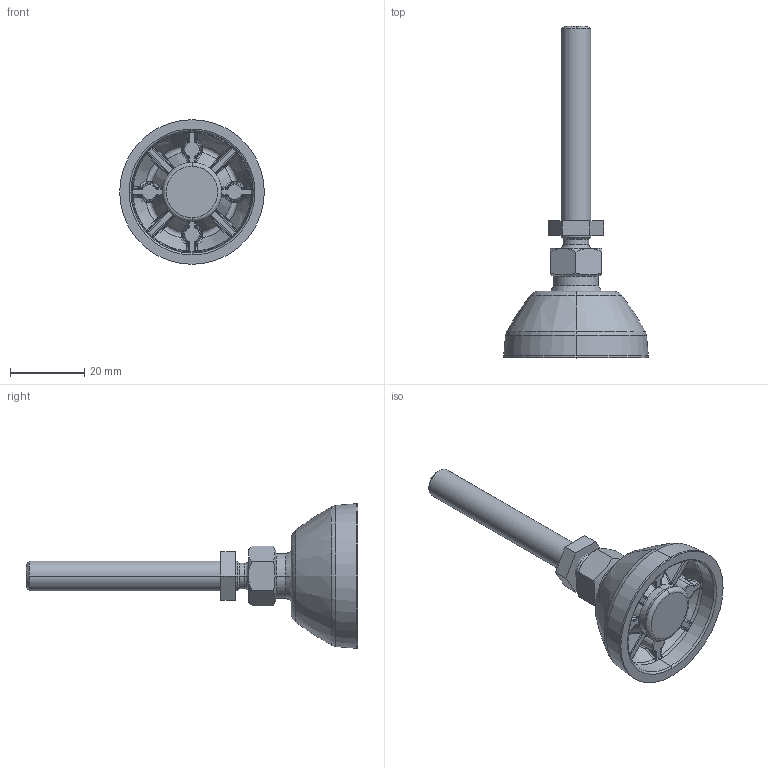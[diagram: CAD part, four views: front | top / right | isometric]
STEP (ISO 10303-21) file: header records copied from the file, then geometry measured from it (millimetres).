
FILE_DESCRIPTION (( 'STEP AP214' ), '1' );
FILE_NAME ('BASE00H2410-Pied D40, M8x90, noir.step', '2023-03-24T09:24:15', ( 'Altae' ), ( '' ), 'SwSTEP 2.0', 'SolidWorks 2021', '' );
FILE_SCHEMA (( 'AUTOMOTIVE_DESIGN' ));
Length unit declared in the file: millimetre
Products named in the file (4): 03^BASE00H2410-Pied D40, M8x90, noir; BASE00H2410-Pied D40, M8x90, noir; 01^BASE00H2410-Pied D40, M8x90, noir; 02^BASE00H2410-Pied D40, M8x90, noir
Assembly tree (3 placements, depth 2):
  BASE00H2410-Pied D40, M8x90, noir
    01^BASE00H2410-Pied D40, M8x90, noir
    02^BASE00H2410-Pied D40, M8x90, noir
    03^BASE00H2410-Pied D40, M8x90, noir
Bounding box: 39 x 89.5 x 39 mm (x, y, z)
Volume: 16371.9 mm3; surface area: 8769.1 mm2
Topology: 3 solids, 3 shells, 400 faces, 945 edges, 534 vertices
Faces by surface type: bspline 263, plane 57, cone 44, cylinder 36
Entity records: 17628 total; most frequent: CARTESIAN_POINT 10255, ORIENTED_EDGE 1842, DIRECTION 1046, EDGE_CURVE 921, VERTEX_POINT 534, B_SPLINE_CURVE_WITH_KNOTS 452, AXIS2_PLACEMENT_3D 447, EDGE_LOOP 409
